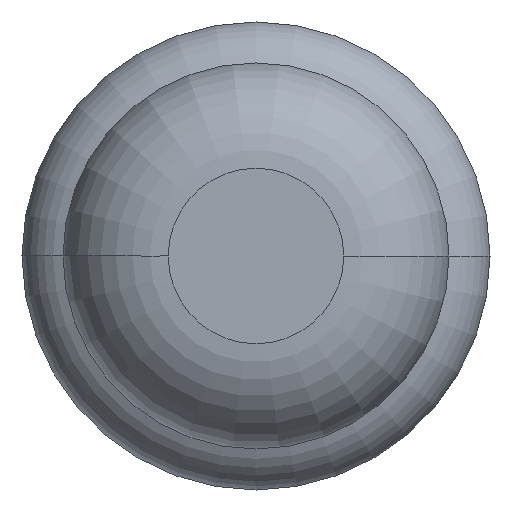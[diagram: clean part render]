
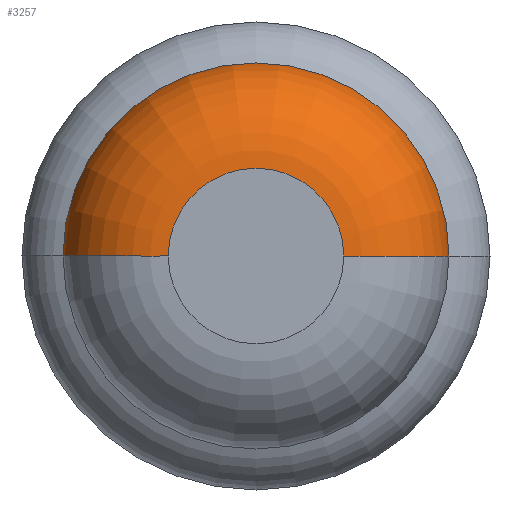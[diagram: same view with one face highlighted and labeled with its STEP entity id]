
A CAD part, front view. The second image highlights one B-rep face of the part: STEP entity #3257.
In plain terms, the highlighted toroidal (fillet/blend) face has major radius 0.375 mm and minor radius 0.45 mm.
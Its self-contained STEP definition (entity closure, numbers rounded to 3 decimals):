
#33 = VERTEX_POINT ( 'NONE', #2327 ) ;
#387 = AXIS2_PLACEMENT_3D ( 'NONE', #520, #4149, #851 ) ;
#394 = EDGE_LOOP ( 'NONE', ( #3394, #3554, #3266, #1708 ) ) ;
#520 = CARTESIAN_POINT ( 'NONE',  ( 0., -32., 0. ) ) ;
#669 = VERTEX_POINT ( 'NONE', #3730 ) ;
#725 = DIRECTION ( 'NONE',  ( -1., 0., 0. ) ) ;
#851 = DIRECTION ( 'NONE',  ( 1., 0., 0. ) ) ;
#1034 = DIRECTION ( 'NONE',  ( 0., 0., -1. ) ) ;
#1170 = AXIS2_PLACEMENT_3D ( 'NONE', #2059, #3355, #2744 ) ;
#1195 = CARTESIAN_POINT ( 'NONE',  ( -0.375, -32., 0. ) ) ;
#1269 = AXIS2_PLACEMENT_3D ( 'NONE', #3346, #1034, #725 ) ;
#1375 = CIRCLE ( 'NONE', #2472, 0.825 ) ;
#1627 = EDGE_CURVE ( 'NONE', #669, #4100, #3361, .T. ) ;
#1708 = ORIENTED_EDGE ( 'NONE', *, *, #1627, .F. ) ;
#1768 = EDGE_CURVE ( 'Defeature ausgef�hrt1_7+Defeature ausgef�hrt1_8+Defeature ausgef�hrt1_8+Defeature ausgef�hrt1_8', #4100, #2510, #2592, .T. ) ;
#1791 = CIRCLE ( 'NONE', #3123, 0.45 ) ;
#1836 = DIRECTION ( 'NONE',  ( 0., 0., 1. ) ) ;
#2059 = CARTESIAN_POINT ( 'NONE',  ( 0., -31.55, 0. ) ) ;
#2132 = CARTESIAN_POINT ( 'NONE',  ( -0.375, -31.55, 0. ) ) ;
#2327 = CARTESIAN_POINT ( 'NONE',  ( -0.825, -31.55, 0. ) ) ;
#2361 = DIRECTION ( 'NONE',  ( 1., 0., 0. ) ) ;
#2472 = AXIS2_PLACEMENT_3D ( 'NONE', #3952, #4004, #2361 ) ;
#2510 = VERTEX_POINT ( 'NONE', #1195 ) ;
#2592 = CIRCLE ( 'NONE', #387, 0.375 ) ;
#2744 = DIRECTION ( 'NONE',  ( 1., 0., 0. ) ) ;
#3123 = AXIS2_PLACEMENT_3D ( 'NONE', #2132, #1836, #3775 ) ;
#3218 = FACE_OUTER_BOUND ( 'NONE', #394, .T. ) ;
#3257 = ADVANCED_FACE ( 'Defeature ausgef�hrt1_8', ( #3218 ), #3777, .T. ) ;
#3266 = ORIENTED_EDGE ( 'NONE', *, *, #1768, .F. ) ;
#3346 = CARTESIAN_POINT ( 'NONE',  ( 0.375, -31.55, 0. ) ) ;
#3355 = DIRECTION ( 'NONE',  ( 0., -1., 0. ) ) ;
#3361 = CIRCLE ( 'NONE', #1269, 0.45 ) ;
#3394 = ORIENTED_EDGE ( 'NONE', *, *, #3467, .T. ) ;
#3467 = EDGE_CURVE ( 'Defeature ausgef�hrt1_8+Defeature ausgef�hrt1_9+Defeature ausgef�hrt1_9+Defeature ausgef�hrt1_9', #669, #33, #1375, .T. ) ;
#3554 = ORIENTED_EDGE ( 'NONE', *, *, #4165, .T. ) ;
#3716 = CARTESIAN_POINT ( 'NONE',  ( 0.375, -32., 0. ) ) ;
#3730 = CARTESIAN_POINT ( 'NONE',  ( 0.825, -31.55, 0. ) ) ;
#3775 = DIRECTION ( 'NONE',  ( 1., 0., 0. ) ) ;
#3777 = TOROIDAL_SURFACE ( 'NONE', #1170, 0.375, 0.45 ) ;
#3952 = CARTESIAN_POINT ( 'NONE',  ( 0., -31.55, 0. ) ) ;
#4004 = DIRECTION ( 'NONE',  ( 0., -1., 0. ) ) ;
#4100 = VERTEX_POINT ( 'NONE', #3716 ) ;
#4149 = DIRECTION ( 'NONE',  ( 0., -1., 0. ) ) ;
#4165 = EDGE_CURVE ( 'NONE', #33, #2510, #1791, .T. ) ;
